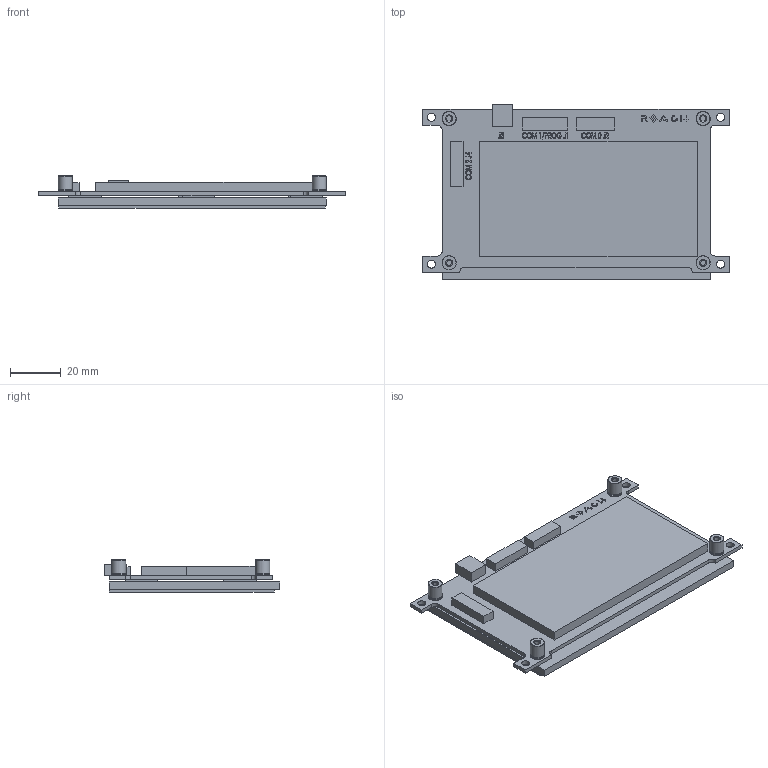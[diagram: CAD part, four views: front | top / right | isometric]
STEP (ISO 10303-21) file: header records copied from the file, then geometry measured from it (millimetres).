
FILE_DESCRIPTION (( 'STEP AP214' ), '1' );
FILE_NAME ('SLCD43H_INNOLUX_Assy_rB.STEP', '2013-11-07T18:32:39', ( '' ), ( '' ), 'SwSTEP 2.0', 'SolidWorks 2012', '' );
FILE_SCHEMA (( 'AUTOMOTIVE_DESIGN' ));
Length unit declared in the file: inch
Products named in the file (5): SMTSO-440-8ET; SLCDH_4.3_ PCB_REVA; INNOLUX_AT043TN24; TAPE_1_32; SLCD43H_INNOLUX_Assy_rB
Assembly tree (12 placements, depth 2):
  SLCD43H_INNOLUX_Assy_rB
    TAPE_1_32  x6
    INNOLUX_AT043TN24
    SLCDH_4.3_ PCB_REVA
    SMTSO-440-8ET  x4
Bounding box: 120.65 x 69.23 x 12.72 mm (x, y, z)
Volume: 54509.5 mm3; surface area: 48194.2 mm2
Topology: 13 solids, 13 shells, 611 faces, 1542 edges, 1026 vertices
Faces by surface type: plane 411, bspline 138, cylinder 46, cone 16
Full cylindrical faces by diameter (mm): 0.02 x2, 2.156 x4, 3.175 x4, 4.089 x4, 4.216 x4, 5.41 x8, 5.563 x12
Entity records: 30720 total; most frequent: CARTESIAN_POINT 12208, ORIENTED_EDGE 2704, DIRECTION 1944, EDGE_CURVE 1352, LINE 1028, VECTOR 1028, VERTEX_POINT 914, EDGE_LOOP 618
